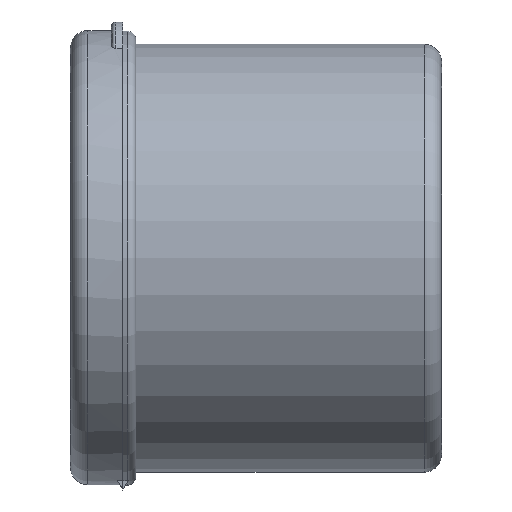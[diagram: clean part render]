
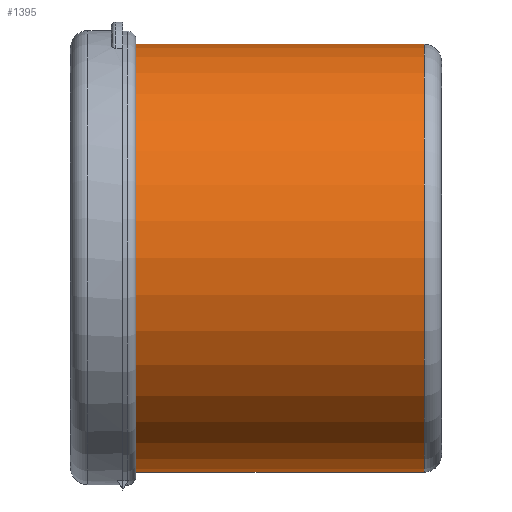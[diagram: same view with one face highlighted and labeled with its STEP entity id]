
A CAD part, left-side view. The second image highlights one B-rep face of the part: STEP entity #1395.
In plain terms, the highlighted cylindrical face has radius 24.5 mm (diameter 49 mm), a partial arc.
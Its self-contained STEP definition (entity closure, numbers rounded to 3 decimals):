
#27 = CARTESIAN_POINT ( 'NONE',  ( 0., 35., 24.5 ) ) ;
#35 = AXIS2_PLACEMENT_3D ( 'NONE', #1333, #139, #1061 ) ;
#106 = DIRECTION ( 'NONE',  ( 0., -1., 0. ) ) ;
#118 = DIRECTION ( 'NONE',  ( 0., -1., 0. ) ) ;
#134 = LINE ( 'NONE', #237, #394 ) ;
#139 = DIRECTION ( 'NONE',  ( 0., 1., 0. ) ) ;
#175 = CIRCLE ( 'NONE', #35, 24.5 ) ;
#187 = VERTEX_POINT ( 'NONE', #863 ) ;
#237 = CARTESIAN_POINT ( 'NONE',  ( 0., 36.5, 24.5 ) ) ;
#296 = DIRECTION ( 'NONE',  ( 0., -1., 0. ) ) ;
#300 = EDGE_CURVE ( 'NONE', #433, #1323, #469, .T. ) ;
#342 = VECTOR ( 'NONE', #118, 1000. ) ;
#367 = DIRECTION ( 'NONE',  ( 0., 1., 0. ) ) ;
#394 = VECTOR ( 'NONE', #106, 1000. ) ;
#430 = CYLINDRICAL_SURFACE ( 'NONE', #835, 24.5 ) ;
#433 = VERTEX_POINT ( 'NONE', #1386 ) ;
#457 = FACE_OUTER_BOUND ( 'NONE', #1574, .T. ) ;
#469 = CIRCLE ( 'NONE', #1570, 24.5 ) ;
#547 = ORIENTED_EDGE ( 'NONE', *, *, #728, .T. ) ;
#681 = CARTESIAN_POINT ( 'NONE',  ( 0., 36.5, 0. ) ) ;
#728 = EDGE_CURVE ( 'NONE', #433, #1451, #1321, .T. ) ;
#791 = EDGE_CURVE ( 'NONE', #1451, #187, #175, .T. ) ;
#835 = AXIS2_PLACEMENT_3D ( 'NONE', #681, #296, #1204 ) ;
#863 = CARTESIAN_POINT ( 'NONE',  ( 0., 2., 24.5 ) ) ;
#957 = ORIENTED_EDGE ( 'NONE', *, *, #1617, .F. ) ;
#1061 = DIRECTION ( 'NONE',  ( 0., 0., 1. ) ) ;
#1072 = ORIENTED_EDGE ( 'NONE', *, *, #300, .F. ) ;
#1171 = CARTESIAN_POINT ( 'NONE',  ( 0., 35., 0. ) ) ;
#1204 = DIRECTION ( 'NONE',  ( 0., 0., -1. ) ) ;
#1311 = CARTESIAN_POINT ( 'NONE',  ( 0., 36.5, -24.5 ) ) ;
#1321 = LINE ( 'NONE', #1311, #342 ) ;
#1323 = VERTEX_POINT ( 'NONE', #27 ) ;
#1333 = CARTESIAN_POINT ( 'NONE',  ( 0., 2., 0. ) ) ;
#1386 = CARTESIAN_POINT ( 'NONE',  ( 0., 35., -24.5 ) ) ;
#1390 = CARTESIAN_POINT ( 'NONE',  ( 0., 2., -24.5 ) ) ;
#1395 = ADVANCED_FACE ( 'NONE', ( #457 ), #430, .T. ) ;
#1451 = VERTEX_POINT ( 'NONE', #1390 ) ;
#1570 = AXIS2_PLACEMENT_3D ( 'NONE', #1171, #367, #1695 ) ;
#1574 = EDGE_LOOP ( 'NONE', ( #957, #1072, #547, #1661 ) ) ;
#1617 = EDGE_CURVE ( 'NONE', #1323, #187, #134, .T. ) ;
#1661 = ORIENTED_EDGE ( 'NONE', *, *, #791, .T. ) ;
#1695 = DIRECTION ( 'NONE',  ( 0., 0., 1. ) ) ;
